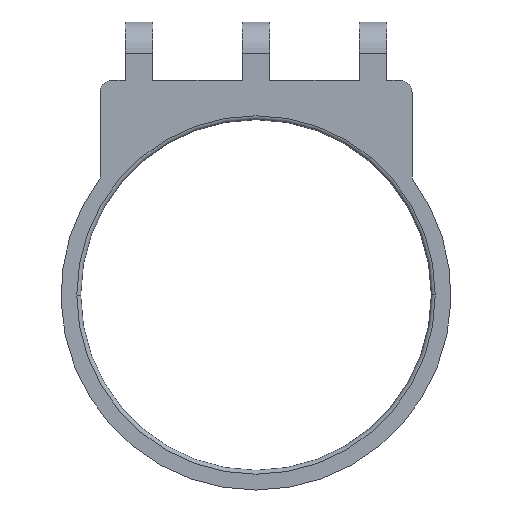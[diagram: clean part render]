
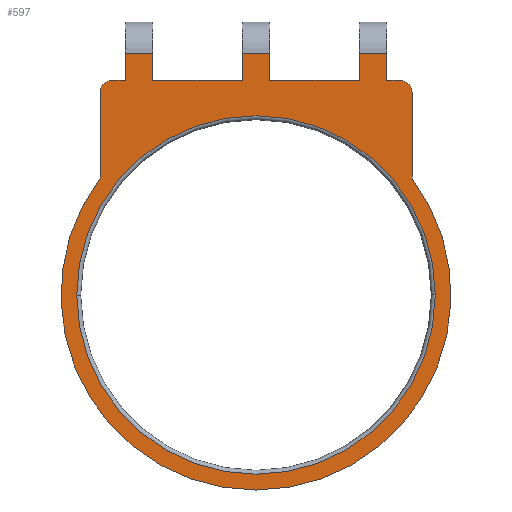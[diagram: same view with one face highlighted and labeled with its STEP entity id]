
A CAD part, front view. The second image highlights one B-rep face of the part: STEP entity #597.
In plain terms, the highlighted planar face has unit normal (0, -1, 0).
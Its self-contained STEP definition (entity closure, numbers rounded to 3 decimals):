
#39=CARTESIAN_POINT('',(37.,-16.,52.));
#40=DIRECTION('',(0.,-1.,0.));
#41=DIRECTION('',(1.,0.,0.));
#42=AXIS2_PLACEMENT_3D('',#39,#40,#41);
#44=DIRECTION('',(0.,0.,-1.));
#45=VECTOR('',#44,22.);
#46=CARTESIAN_POINT('',(-40.,-16.,52.));
#47=LINE('',#46,#45);
#48=CARTESIAN_POINT('',(-37.,-16.,52.));
#49=DIRECTION('',(0.,-1.,0.));
#50=DIRECTION('',(0.,0.,1.));
#51=AXIS2_PLACEMENT_3D('',#48,#49,#50);
#53=DIRECTION('',(-1.,0.,0.));
#54=VECTOR('',#53,7.);
#55=CARTESIAN_POINT('',(-26.5,-16.,62.));
#56=LINE('',#55,#54);
#57=DIRECTION('',(1.,0.,0.));
#58=VECTOR('',#57,7.);
#59=CARTESIAN_POINT('',(-3.5,-16.,62.));
#60=LINE('',#59,#58);
#61=DIRECTION('',(-1.,0.,0.));
#62=VECTOR('',#61,7.);
#63=CARTESIAN_POINT('',(33.5,-16.,62.));
#64=LINE('',#63,#62);
#65=CARTESIAN_POINT('',(0.,-16.,0.));
#66=DIRECTION('',(0.,1.,0.));
#67=DIRECTION('',(-1.,0.,0.));
#68=AXIS2_PLACEMENT_3D('',#65,#66,#67);
#70=CARTESIAN_POINT('',(0.,-16.,0.));
#71=DIRECTION('',(0.,1.,0.));
#72=DIRECTION('',(1.,0.,0.));
#73=AXIS2_PLACEMENT_3D('',#70,#71,#72);
#79=DIRECTION('',(0.,0.,-1.));
#80=VECTOR('',#79,22.);
#81=CARTESIAN_POINT('',(40.,-16.,52.));
#82=LINE('',#81,#80);
#83=CARTESIAN_POINT('',(0.,-16.,0.));
#84=DIRECTION('',(0.,-1.,0.));
#85=DIRECTION('',(-0.8,0.,0.6));
#86=AXIS2_PLACEMENT_3D('',#83,#84,#85);
#113=DIRECTION('',(1.,0.,0.));
#114=VECTOR('',#113,23.);
#115=CARTESIAN_POINT('',(3.5,-16.,55.));
#116=LINE('',#115,#114);
#137=DIRECTION('',(1.,0.,0.));
#138=VECTOR('',#137,23.);
#139=CARTESIAN_POINT('',(-26.5,-16.,55.));
#140=LINE('',#139,#138);
#153=DIRECTION('',(1.,0.,0.));
#154=VECTOR('',#153,3.5);
#155=CARTESIAN_POINT('',(-37.,-16.,55.));
#156=LINE('',#155,#154);
#161=DIRECTION('',(1.,0.,0.));
#162=VECTOR('',#161,3.5);
#163=CARTESIAN_POINT('',(33.5,-16.,55.));
#164=LINE('',#163,#162);
#183=DIRECTION('',(0.,0.,-1.));
#184=VECTOR('',#183,7.);
#185=CARTESIAN_POINT('',(26.5,-16.,62.));
#186=LINE('',#185,#184);
#210=DIRECTION('',(0.,0.,-1.));
#211=VECTOR('',#210,7.);
#212=CARTESIAN_POINT('',(33.5,-16.,62.));
#213=LINE('',#212,#211);
#241=DIRECTION('',(0.,0.,-1.));
#242=VECTOR('',#241,7.);
#243=CARTESIAN_POINT('',(3.5,-16.,62.));
#244=LINE('',#243,#242);
#277=DIRECTION('',(0.,0.,-1.));
#278=VECTOR('',#277,7.);
#279=CARTESIAN_POINT('',(-3.5,-16.,62.));
#280=LINE('',#279,#278);
#299=DIRECTION('',(0.,0.,-1.));
#300=VECTOR('',#299,7.);
#301=CARTESIAN_POINT('',(-26.5,-16.,62.));
#302=LINE('',#301,#300);
#330=DIRECTION('',(0.,0.,-1.));
#331=VECTOR('',#330,7.);
#332=CARTESIAN_POINT('',(-33.5,-16.,62.));
#333=LINE('',#332,#331);
#365=CARTESIAN_POINT('',(-40.,-16.,30.));
#367=VERTEX_POINT('',#365);
#369=CARTESIAN_POINT('',(40.,-16.,30.));
#371=VERTEX_POINT('',#369);
#378=CARTESIAN_POINT('',(-3.5,-16.,62.));
#380=VERTEX_POINT('',#378);
#386=CARTESIAN_POINT('',(3.5,-16.,62.));
#388=VERTEX_POINT('',#386);
#389=CARTESIAN_POINT('',(-3.5,-16.,55.));
#391=VERTEX_POINT('',#389);
#393=CARTESIAN_POINT('',(3.5,-16.,55.));
#395=VERTEX_POINT('',#393);
#402=CARTESIAN_POINT('',(33.5,-16.,62.));
#404=VERTEX_POINT('',#402);
#410=CARTESIAN_POINT('',(26.5,-16.,62.));
#412=VERTEX_POINT('',#410);
#413=CARTESIAN_POINT('',(33.5,-16.,55.));
#414=VERTEX_POINT('',#413);
#415=CARTESIAN_POINT('',(26.5,-16.,55.));
#416=VERTEX_POINT('',#415);
#426=CARTESIAN_POINT('',(-26.5,-16.,62.));
#428=VERTEX_POINT('',#426);
#434=CARTESIAN_POINT('',(-33.5,-16.,62.));
#436=VERTEX_POINT('',#434);
#437=CARTESIAN_POINT('',(-26.5,-16.,55.));
#438=VERTEX_POINT('',#437);
#439=CARTESIAN_POINT('',(-33.5,-16.,55.));
#440=VERTEX_POINT('',#439);
#445=CARTESIAN_POINT('',(-37.,-16.,55.));
#446=CARTESIAN_POINT('',(-40.,-16.,52.));
#447=VERTEX_POINT('',#445);
#448=VERTEX_POINT('',#446);
#457=CARTESIAN_POINT('',(40.,-16.,52.));
#458=VERTEX_POINT('',#457);
#459=CARTESIAN_POINT('',(37.,-16.,55.));
#460=VERTEX_POINT('',#459);
#461=CARTESIAN_POINT('',(-45.95,-16.,0.));
#462=CARTESIAN_POINT('',(45.95,-16.,0.));
#463=VERTEX_POINT('',#461);
#464=VERTEX_POINT('',#462);
#549=CARTESIAN_POINT('',(0.,-16.,0.));
#550=DIRECTION('',(0.,1.,0.));
#551=DIRECTION('',(1.,0.,0.));
#552=AXIS2_PLACEMENT_3D('',#549,#550,#551);
#553=PLANE('',#552);
#555=ORIENTED_EDGE('',*,*,#554,.F.);
#557=ORIENTED_EDGE('',*,*,#556,.T.);
#559=ORIENTED_EDGE('',*,*,#558,.F.);
#561=ORIENTED_EDGE('',*,*,#560,.F.);
#563=ORIENTED_EDGE('',*,*,#562,.F.);
#565=ORIENTED_EDGE('',*,*,#564,.T.);
#567=ORIENTED_EDGE('',*,*,#566,.F.);
#569=ORIENTED_EDGE('',*,*,#568,.F.);
#571=ORIENTED_EDGE('',*,*,#570,.T.);
#573=ORIENTED_EDGE('',*,*,#572,.T.);
#575=ORIENTED_EDGE('',*,*,#574,.F.);
#577=ORIENTED_EDGE('',*,*,#576,.T.);
#579=ORIENTED_EDGE('',*,*,#578,.T.);
#581=ORIENTED_EDGE('',*,*,#580,.T.);
#583=ORIENTED_EDGE('',*,*,#582,.F.);
#585=ORIENTED_EDGE('',*,*,#584,.F.);
#587=ORIENTED_EDGE('',*,*,#586,.T.);
#589=ORIENTED_EDGE('',*,*,#588,.T.);
#590=EDGE_LOOP('',(#555,#557,#559,#561,#563,#565,#567,#569,#571,#573,#575,#577,
#579,#581,#583,#585,#587,#589));
#591=FACE_OUTER_BOUND('',#590,.F.);
#592=ORIENTED_EDGE('',*,*,#539,.F.);
#594=ORIENTED_EDGE('',*,*,#593,.F.);
#595=EDGE_LOOP('',(#592,#594));
#596=FACE_BOUND('',#595,.F.);
#597=ADVANCED_FACE('',(#591,#596),#553,.F.);
#43=CIRCLE('',#42,3.);
#52=CIRCLE('',#51,3.);
#69=CIRCLE('',#68,45.95);
#74=CIRCLE('',#73,45.95);
#87=CIRCLE('',#86,50.);
#539=EDGE_CURVE('',#463,#464,#69,.T.);
#554=EDGE_CURVE('',#458,#460,#43,.T.);
#556=EDGE_CURVE('',#458,#371,#82,.T.);
#558=EDGE_CURVE('',#367,#371,#87,.T.);
#560=EDGE_CURVE('',#448,#367,#47,.T.);
#562=EDGE_CURVE('',#447,#448,#52,.T.);
#564=EDGE_CURVE('',#447,#440,#156,.T.);
#566=EDGE_CURVE('',#436,#440,#333,.T.);
#568=EDGE_CURVE('',#428,#436,#56,.T.);
#570=EDGE_CURVE('',#428,#438,#302,.T.);
#572=EDGE_CURVE('',#438,#391,#140,.T.);
#574=EDGE_CURVE('',#380,#391,#280,.T.);
#576=EDGE_CURVE('',#380,#388,#60,.T.);
#578=EDGE_CURVE('',#388,#395,#244,.T.);
#580=EDGE_CURVE('',#395,#416,#116,.T.);
#582=EDGE_CURVE('',#412,#416,#186,.T.);
#584=EDGE_CURVE('',#404,#412,#64,.T.);
#586=EDGE_CURVE('',#404,#414,#213,.T.);
#588=EDGE_CURVE('',#414,#460,#164,.T.);
#593=EDGE_CURVE('',#464,#463,#74,.T.);
